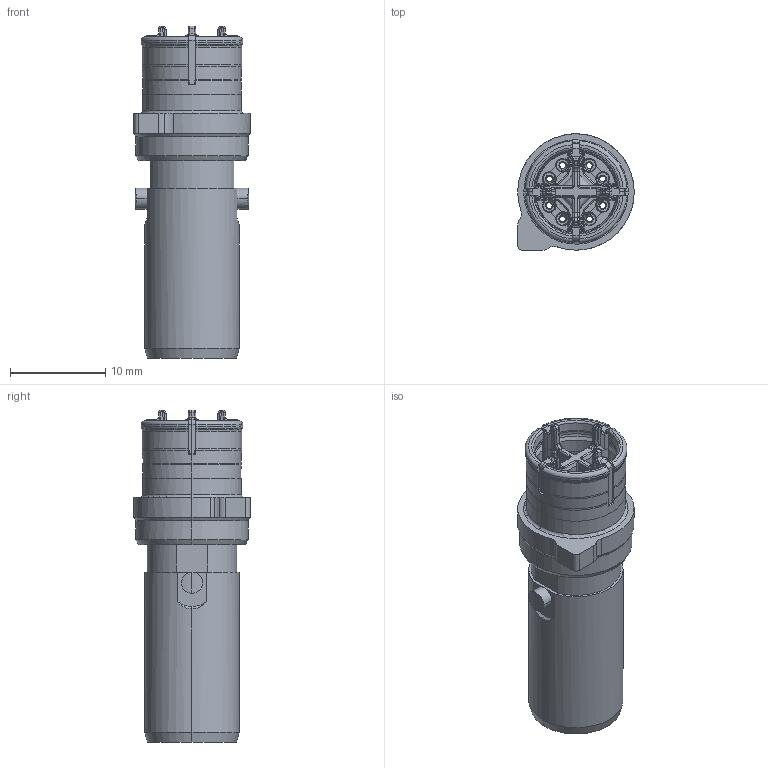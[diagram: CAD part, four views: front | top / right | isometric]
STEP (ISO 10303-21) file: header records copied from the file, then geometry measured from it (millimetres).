
FILE_DESCRIPTION(('CATIA V5 STEP Exchange','CAx-IF Rec.Pracs.--- Model Styling and Organization---1.4--- 2014-01-23'),'2;1');
FILE_NAME ('209603-2_1', '2019-03-27T11:53:52+00:00', ('none'), ('Weidmueller'), 'CATIA Version 5-6 Release 2016 SP3 HF44', 'CATIA V5 STEP AP214', 'none');
FILE_SCHEMA(('AUTOMOTIVE_DESIGN { 1 0 10303 214 1 1 1 1 }'));
Length unit declared in the file: millimetre
Products named in the file (1): 2427900000
Bounding box: 12.2 x 12.2 x 34.8 mm (x, y, z)
Volume: 1666.4 mm3; surface area: 4640.6 mm2
Topology: 6 solids, 6 shells, 1342 faces, 3588 edges, 2229 vertices
Faces by surface type: cylinder 517, plane 391, bspline 165, cone 154, torus 107, sphere 8
Entity records: 46229 total; most frequent: CARTESIAN_POINT 15528, ORIENTED_EDGE 7160, DIRECTION 4826, EDGE_CURVE 3580, VERTEX_POINT 2229, AXIS2_PLACEMENT_3D 2104, VECTOR 1556, LINE 1556
